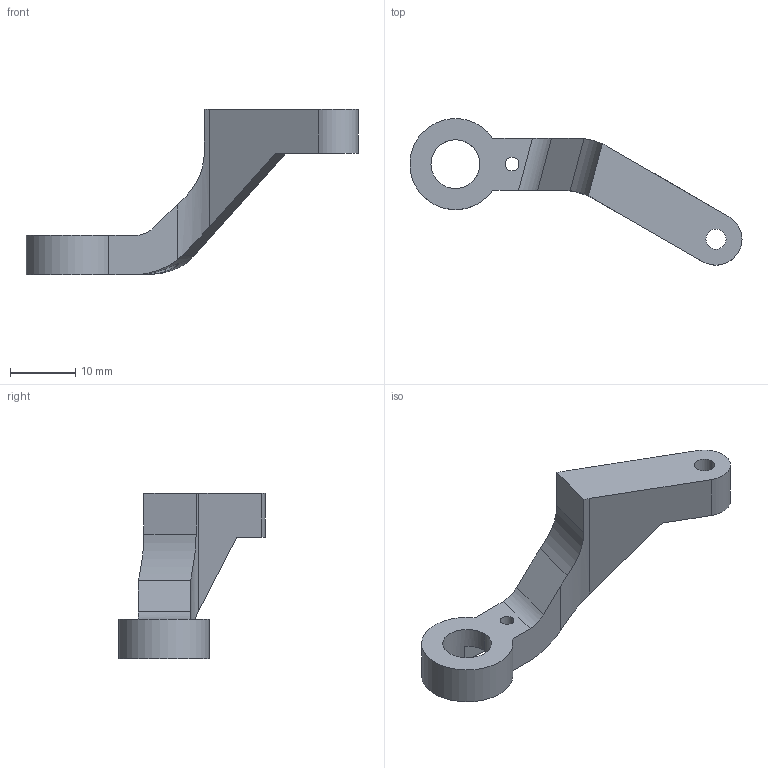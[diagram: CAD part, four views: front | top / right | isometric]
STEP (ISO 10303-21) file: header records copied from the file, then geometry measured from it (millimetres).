
FILE_DESCRIPTION (( 'STEP AP203' ), '1' );
FILE_NAME ('bottom bar servo side mirror.STEP', '2024-10-28T17:09:09', ( '' ), ( '' ), 'SwSTEP 2.0', 'SolidWorks 2023', '' );
FILE_SCHEMA (( 'CONFIG_CONTROL_DESIGN' ));
Length unit declared in the file: millimetre
Products named in the file (1): bottom bar servo side mirror
Bounding box: 50.97 x 22.52 x 25.35 mm (x, y, z)
Volume: 3204 mm3; surface area: 2235.8 mm2
Topology: 1 solids, 1 shells, 31 faces, 90 edges, 60 vertices
Faces by surface type: cylinder 16, plane 15
Entity records: 1158 total; most frequent: CARTESIAN_POINT 268, ORIENTED_EDGE 180, DIRECTION 162, EDGE_CURVE 90, VERTEX_POINT 60, AXIS2_PLACEMENT_3D 56, VECTOR 50, LINE 50
